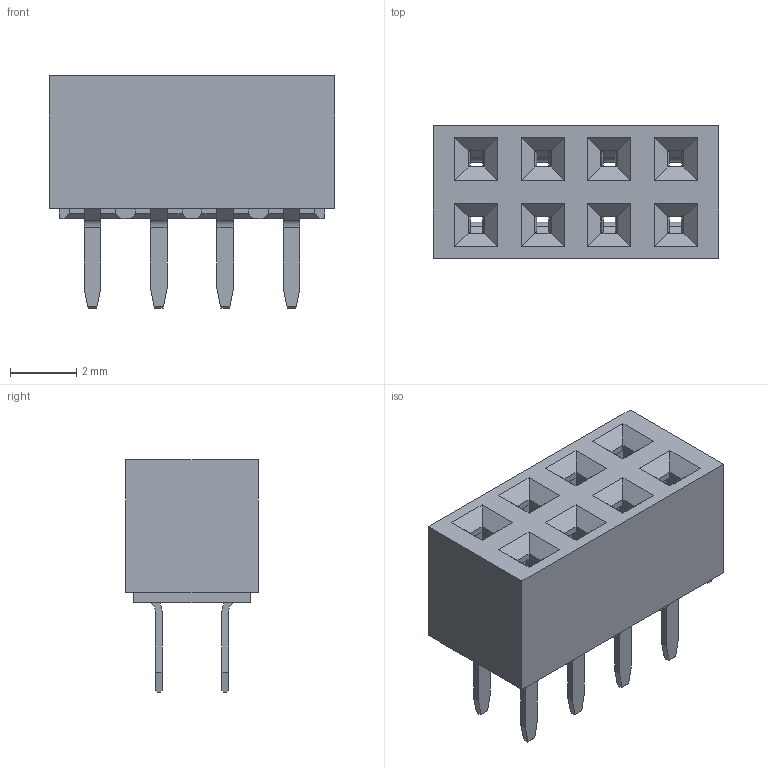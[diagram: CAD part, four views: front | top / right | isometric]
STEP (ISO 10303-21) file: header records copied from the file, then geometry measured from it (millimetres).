
FILE_DESCRIPTION(/* description */ ('Unknown'),/* implementation_level */ '2;1');
FILE_NAME(/* name */ '62000821821',/* time_stamp */ '2017-10-26T15:04:52+02:00',/* author */ ('Unknown'),/* organization */ ('Unknown'),/* preprocessor_version */ 'ST-DEVELOPER v16.7',/* originating_system */ 'DEX',/* authorisation */ $);
FILE_SCHEMA (('AUTOMOTIVE_DESIGN {1 0 10303 214 3 1 1}'));
Length unit declared in the file: millimetre
Products named in the file (3): 6200xx21821; 62000821821
Assembly tree (9 placements, depth 2):
  6200xx21821
    62000821821
    6200xx21821  x8
Bounding box: 8.6 x 4 x 7 mm (x, y, z)
Volume: 103.9 mm3; surface area: 551.5 mm2
Topology: 9 solids, 9 shells, 979 faces, 2592 edges, 1632 vertices
Faces by surface type: plane 643, cylinder 304, bspline 32
Entity records: 7758 total; most frequent: CARTESIAN_POINT 1419, ORIENTED_EDGE 1320, DIRECTION 1234, EDGE_CURVE 660, LINE 584, VECTOR 584, VERTEX_POINT 414, AXIS2_PLACEMENT_3D 325
